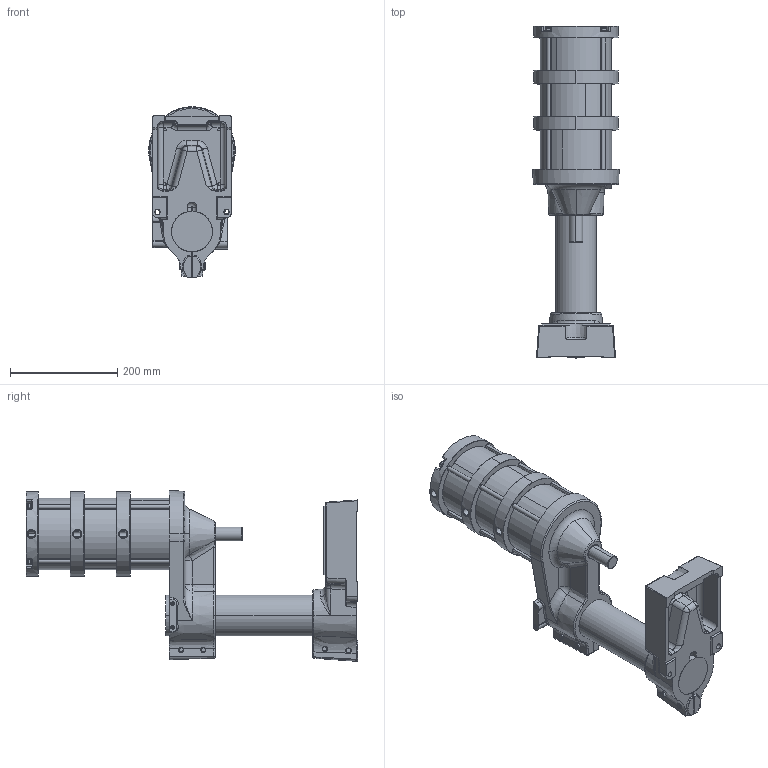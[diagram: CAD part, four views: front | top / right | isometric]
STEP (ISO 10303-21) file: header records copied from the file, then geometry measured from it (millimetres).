
FILE_DESCRIPTION (( 'STEP AP214' ), '1' );
FILE_NAME ('CMS58-2D6.STEP', '2020-07-08T19:02:05', ( '' ), ( '' ), 'SwSTEP 2.0', 'SolidWorks 2020', '' );
FILE_SCHEMA (( 'AUTOMOTIVE_DESIGN' ));
Length unit declared in the file: inch
Products named in the file (25): Wear Strip 5.00_narrow; TR5-05_550-2 REAR; APS-06_finish machined 5.00; o-rings ai_AS568 - 214; Column DAP38_-14; TR5-04_-2 REAR; TR5-02_TR5-02c; U-Cup 5.00; TR5-07; Wear Strip 5.00; o-rings ai_AS568 - 014; CMS580_-2; Gasket 5.00; socket head cap screw_ai_HX-SHCS 0.375-16x1.5x1.5-N; TR5-12_580-2; TR5-03; hex jam nut_ai_HJNUT 0.5000-20-D-N; TR5-05_-4.5; hex jam nut_ai_HJNUT 0.3125-24-D-N; Bushing 1x1.125x.5; 42 Base; TR5-04_-2; CMS58-2D6; lock washer spring regular_ai_Regular LW 0.3125; TR5-06
Assembly tree (55 placements, depth 3):
  CMS58-2D6
    CMS580_-2
      TR5-02_TR5-02c
      TR5-03  x2
      TR5-06
      TR5-07  x2
      TR5-05_-4.5
      TR5-05_550-2 REAR  x2
      o-rings ai_AS568 - 014  x3
      Bushing 1x1.125x.5  x3
      o-rings ai_AS568 - 214  x3
      Gasket 5.00  x6
      TR5-04_-2
      TR5-04_-2 REAR  x2
      TR5-12_580-2  x4
      lock washer spring regular_ai_Regular LW 0.3125  x4
      U-Cup 5.00  x4
      hex jam nut_ai_HJNUT 0.5000-20-D-N
      Wear Strip 5.00_narrow  x2
      Wear Strip 5.00
      hex jam nut_ai_HJNUT 0.3125-24-D-N  x4
      APS-06_finish machined 5.00
    42 Base
    Column DAP38_-14
    socket head cap screw_ai_HX-SHCS 0.375-16x1.5x1.5-N  x4
Bounding box: 161.93 x 619.89 x 319.07 mm (x, y, z)
Volume: 6783841.4 mm3; surface area: 1075717.2 mm2
Topology: 54 solids, 54 shells, 1789 faces, 4341 edges, 2619 vertices
Faces by surface type: cylinder 755, cone 438, plane 365, bspline 128, torus 91, sphere 12
Entity records: 49684 total; most frequent: CARTESIAN_POINT 22727, ORIENTED_EDGE 5454, DIRECTION 5357, EDGE_CURVE 2727, AXIS2_PLACEMENT_3D 2173, VERTEX_POINT 1665, EDGE_LOOP 1240, ADVANCED_FACE 1133
